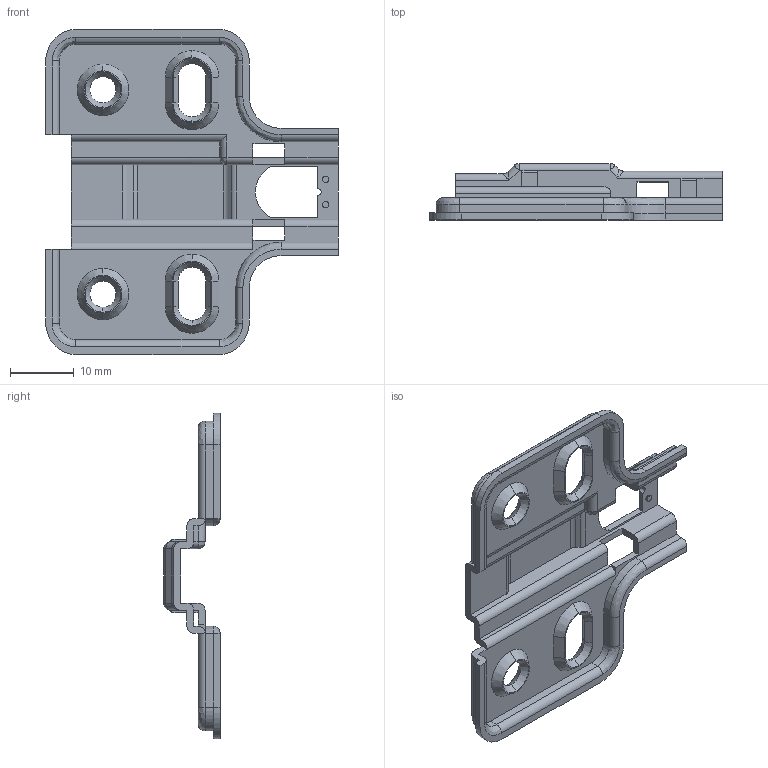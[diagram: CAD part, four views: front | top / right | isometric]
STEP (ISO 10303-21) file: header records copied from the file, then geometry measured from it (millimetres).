
FILE_DESCRIPTION (( 'STEP AP214' ), '1' );
FILE_NAME ('F000100.step', '2022-06-06T12:28:24', ( '' ), ( '' ), 'SwSTEP 2.0', 'SolidWorks 2020', '' );
FILE_SCHEMA (( 'AUTOMOTIVE_DESIGN' ));
Length unit declared in the file: millimetre
Products named in the file (1): F000100
Bounding box: 46 x 8.9 x 51.2 mm (x, y, z)
Volume: 2530.4 mm3; surface area: 4922.1 mm2
Topology: 1 solids, 1 shells, 268 faces, 695 edges, 424 vertices
Faces by surface type: plane 121, cylinder 84, cone 32, bspline 31
Entity records: 9515 total; most frequent: CARTESIAN_POINT 3041, ORIENTED_EDGE 1372, DIRECTION 1327, EDGE_CURVE 686, AXIS2_PLACEMENT_3D 445, LINE 437, VECTOR 437, VERTEX_POINT 424
